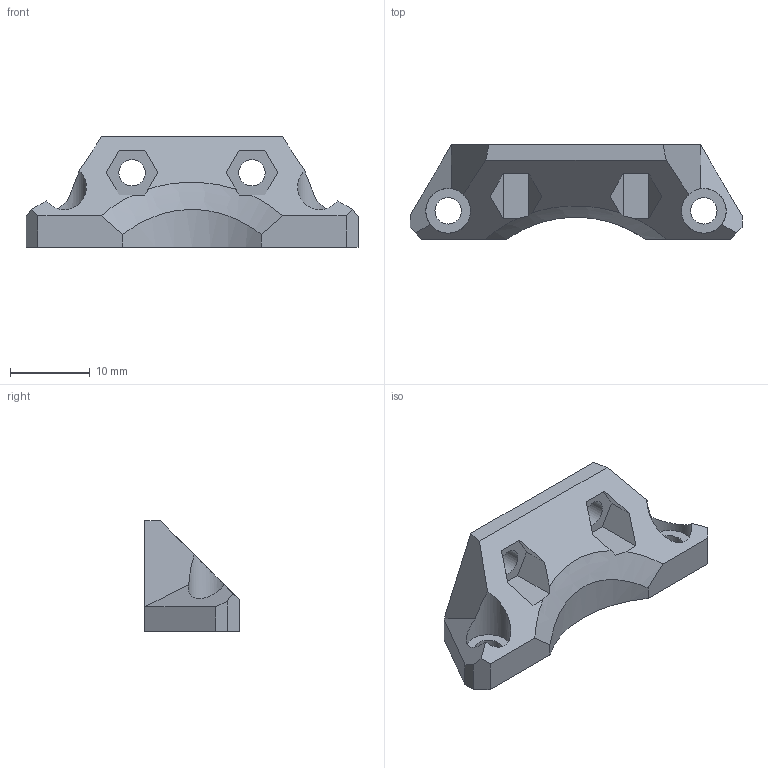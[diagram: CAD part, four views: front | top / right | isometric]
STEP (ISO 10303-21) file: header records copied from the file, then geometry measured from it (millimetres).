
FILE_DESCRIPTION(/* description */ (''),/* implementation_level */ '2;1');
FILE_NAME(/* name */ 'ADXL345_horizontal.step',/* time_stamp */ '2021-08-07T11:56:04+02:00',/* author */ (''),/* organization */ (''),/* preprocessor_version */ 'ST-DEVELOPER v18.1',/* originating_system */ 'Autodesk Translation Framework v10.9.0.1377',/* authorisation */ '');
FILE_SCHEMA (('AUTOMOTIVE_DESIGN { 1 0 10303 214 3 1 1 }'));
Length unit declared in the file: millimetre
Products named in the file (1): ADXL345 Mount
Bounding box: 41.55 x 11.83 x 13.83 mm (x, y, z)
Volume: 3113.3 mm3; surface area: 1914.6 mm2
Topology: 1 solids, 1 shells, 40 faces, 112 edges, 74 vertices
Faces by surface type: plane 32, cylinder 7, bspline 1
Full cylindrical faces by diameter (mm): 3.3 x4, 5.6 x2
Entity records: 1390 total; most frequent: CARTESIAN_POINT 305, ORIENTED_EDGE 224, DIRECTION 201, EDGE_CURVE 112, LINE 83, VECTOR 83, VERTEX_POINT 74, AXIS2_PLACEMENT_3D 59
